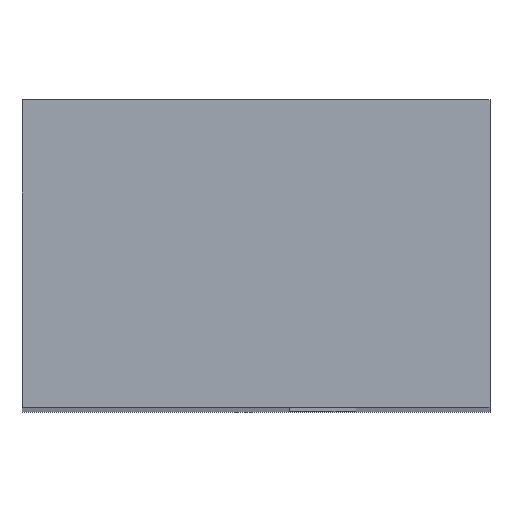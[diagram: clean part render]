
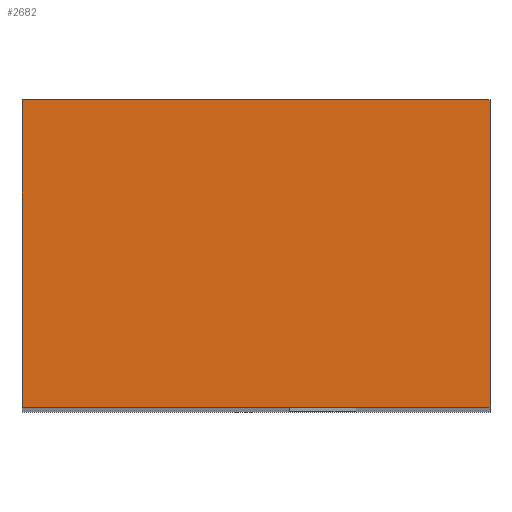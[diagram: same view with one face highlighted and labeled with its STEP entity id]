
A CAD part, top view. The second image highlights one B-rep face of the part: STEP entity #2682.
In plain terms, the highlighted planar face has unit normal (0, 0, 1).
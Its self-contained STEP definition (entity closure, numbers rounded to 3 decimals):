
#199=PLANE('',#2869);
#341=FACE_OUTER_BOUND('',#492,.T.);
#492=EDGE_LOOP('',(#2439,#2440,#2441,#2442));
#578=LINE('',#3699,#850);
#765=LINE('',#4738,#1037);
#766=LINE('',#4739,#1038);
#767=LINE('',#4740,#1039);
#850=VECTOR('',#3055,10.);
#1037=VECTOR('',#3466,10.);
#1038=VECTOR('',#3467,10.);
#1039=VECTOR('',#3468,10.);
#1186=VERTEX_POINT('',#3696);
#1187=VERTEX_POINT('',#3698);
#1354=VERTEX_POINT('',#4736);
#1355=VERTEX_POINT('',#4737);
#1466=EDGE_CURVE('',#1186,#1187,#578,.T.);
#1737=EDGE_CURVE('',#1354,#1355,#765,.T.);
#1738=EDGE_CURVE('',#1355,#1187,#766,.T.);
#1739=EDGE_CURVE('',#1354,#1186,#767,.T.);
#2439=ORIENTED_EDGE('',*,*,#1737,.T.);
#2440=ORIENTED_EDGE('',*,*,#1738,.T.);
#2441=ORIENTED_EDGE('',*,*,#1466,.F.);
#2442=ORIENTED_EDGE('',*,*,#1739,.F.);
#2682=ADVANCED_FACE('',(#341),#199,.T.);
#2869=AXIS2_PLACEMENT_3D('',#4735,#3464,#3465);
#3055=DIRECTION('',(1.,0.,0.));
#3464=DIRECTION('center_axis',(0.,0.,1.));
#3465=DIRECTION('ref_axis',(1.,0.,0.));
#3466=DIRECTION('',(1.,0.,0.));
#3467=DIRECTION('',(0.,1.,0.));
#3468=DIRECTION('',(0.,1.,0.));
#3696=CARTESIAN_POINT('',(-15.419,23.,22.102));
#3698=CARTESIAN_POINT('',(19.581,23.,22.102));
#3699=CARTESIAN_POINT('',(-15.419,23.,22.102));
#4735=CARTESIAN_POINT('Origin',(-15.419,0.,22.102));
#4736=CARTESIAN_POINT('',(-15.419,0.,22.102));
#4737=CARTESIAN_POINT('',(19.581,0.,22.102));
#4738=CARTESIAN_POINT('',(-15.419,0.,22.102));
#4739=CARTESIAN_POINT('',(19.581,0.,22.102));
#4740=CARTESIAN_POINT('',(-15.419,0.,22.102));
